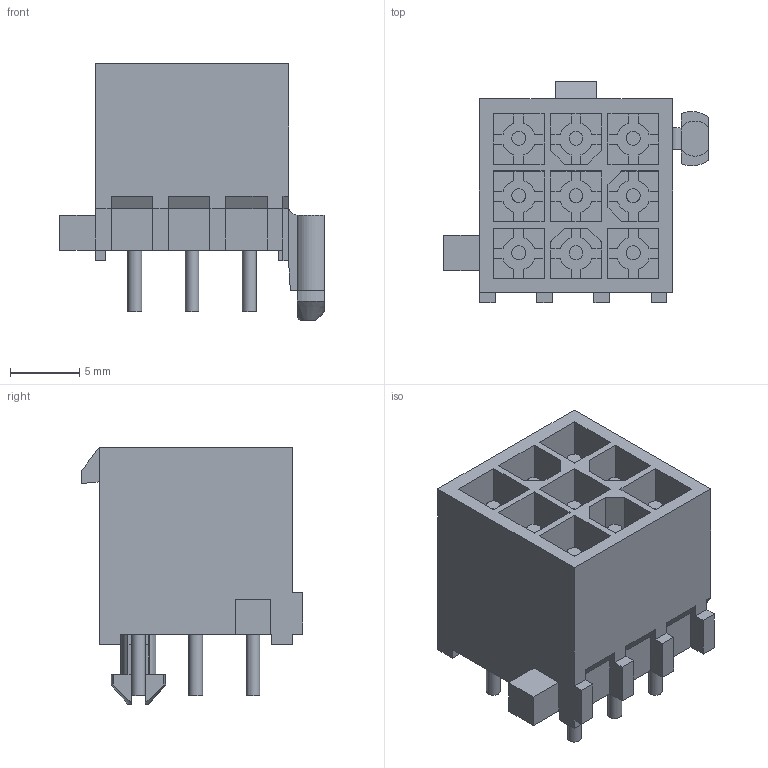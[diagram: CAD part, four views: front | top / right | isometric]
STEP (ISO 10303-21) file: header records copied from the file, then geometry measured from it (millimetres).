
FILE_DESCRIPTION(/* description */ (''),/* implementation_level */ '2;1');
FILE_NAME(/* name */ 'TYCO_1-770182-0.stp',/* time_stamp */ '2016-10-17T15:24:39+02:00',/* author */ ('riccim'),/* organization */ (''),/* preprocessor_version */ 'ST-DEVELOPER v15.5',/* originating_system */ 'AutoCAD Mechanical',/* authorisation */ '');
FILE_SCHEMA (('AUTOMOTIVE_DESIGN { 1 0 10303 214 3 1 1 }'));
Length unit declared in the file: millimetre
Products named in the file (1): Product
Bounding box: 19.15 x 16.03 x 18.57 mm (x, y, z)
Volume: 1597.3 mm3; surface area: 3304.3 mm2
Topology: 10 solids, 10 shells, 309 faces, 833 edges, 553 vertices
Faces by surface type: plane 247, cylinder 60, cone 2
Full cylindrical faces by diameter (mm): 1 x18
Entity records: 9598 total; most frequent: CARTESIAN_POINT 1729, ORIENTED_EDGE 1630, DIRECTION 1550, EDGE_CURVE 815, LINE 684, VECTOR 684, VERTEX_POINT 553, AXIS2_PLACEMENT_3D 433
